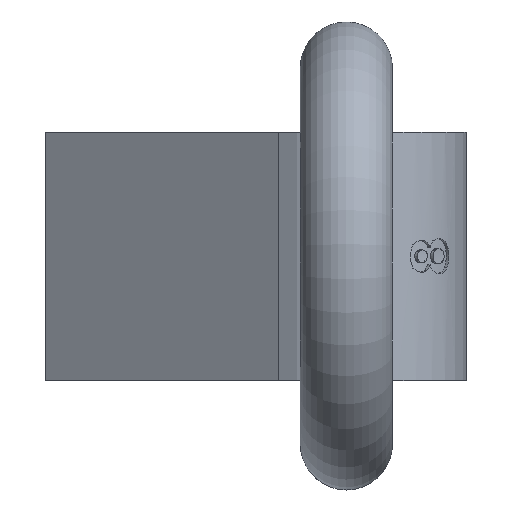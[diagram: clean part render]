
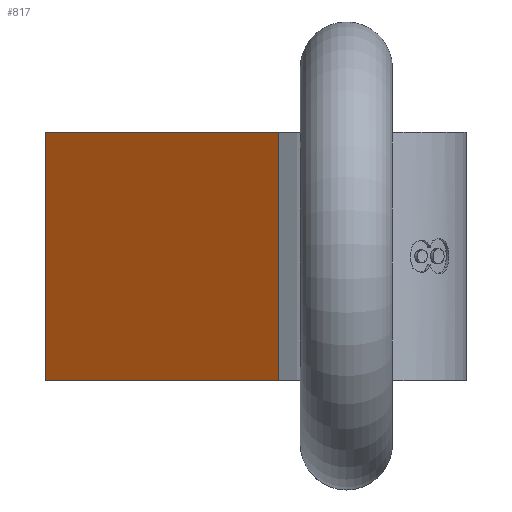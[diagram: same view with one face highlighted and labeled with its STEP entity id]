
A CAD part, top view. The second image highlights one B-rep face of the part: STEP entity #817.
In plain terms, the highlighted planar face has unit normal (-0.561, 0, 0.828).
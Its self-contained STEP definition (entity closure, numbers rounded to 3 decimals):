
#160=FACE_OUTER_BOUND('',#1006,.T.);
#232=PLANE('',#2276);
#488=LINE('',#3648,#677);
#493=LINE('',#3663,#682);
#494=LINE('',#3665,#683);
#495=LINE('',#3667,#684);
#677=VECTOR('',#2661,1.);
#682=VECTOR('',#2678,1.);
#683=VECTOR('',#2679,1.);
#684=VECTOR('',#2680,1.);
#817=ADVANCED_FACE('',(#160),#232,.T.);
#1006=EDGE_LOOP('',(#1490,#1491,#1492,#1493));
#1490=ORIENTED_EDGE('',*,*,#2063,.F.);
#1491=ORIENTED_EDGE('',*,*,#2064,.F.);
#1492=ORIENTED_EDGE('',*,*,#2065,.T.);
#1493=ORIENTED_EDGE('',*,*,#2055,.T.);
#1788=VERTEX_POINT('',#3646);
#1790=VERTEX_POINT('',#3649);
#1794=VERTEX_POINT('',#3664);
#1795=VERTEX_POINT('',#3666);
#2055=EDGE_CURVE('',#1790,#1788,#488,.T.);
#2063=EDGE_CURVE('',#1794,#1788,#493,.T.);
#2064=EDGE_CURVE('',#1795,#1794,#494,.T.);
#2065=EDGE_CURVE('',#1795,#1790,#495,.T.);
#2276=AXIS2_PLACEMENT_3D('',#3668,#2681,#2682);
#2661=DIRECTION('',(0.,1.,0.));
#2678=DIRECTION('',(0.828,0.,0.561));
#2679=DIRECTION('',(0.,1.,0.));
#2680=DIRECTION('',(0.828,0.,0.561));
#2681=DIRECTION('',(-0.561,0.,0.828));
#2682=DIRECTION('',(0.828,0.,0.561));
#3646=CARTESIAN_POINT('',(-19.084,35.,28.139));
#3648=CARTESIAN_POINT('',(-19.084,-35.,28.139));
#3649=CARTESIAN_POINT('',(-19.084,-35.,28.139));
#3663=CARTESIAN_POINT('',(-57.541,35.,2.057));
#3664=CARTESIAN_POINT('',(-84.896,35.,-16.496));
#3665=CARTESIAN_POINT('',(-84.896,-35.,-16.496));
#3666=CARTESIAN_POINT('',(-84.896,-35.,-16.496));
#3667=CARTESIAN_POINT('',(-57.541,-35.,2.057));
#3668=CARTESIAN_POINT('',(-57.541,-35.,2.057));
